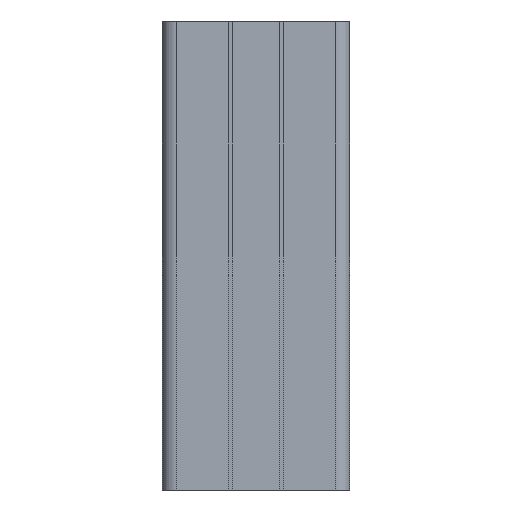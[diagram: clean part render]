
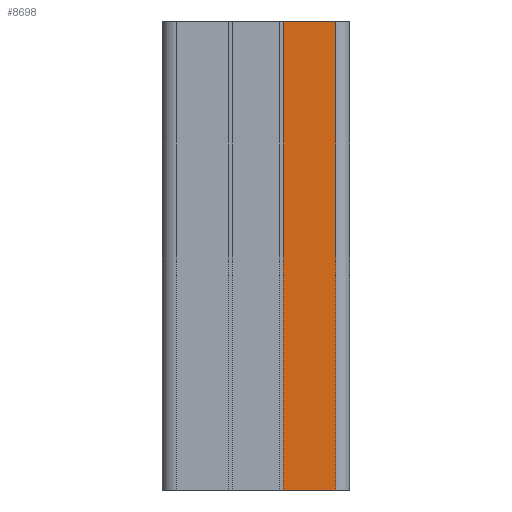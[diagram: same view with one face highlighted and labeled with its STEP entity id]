
A CAD part, front view. The second image highlights one B-rep face of the part: STEP entity #8698.
In plain terms, the highlighted planar face has unit normal (0, -1, 0).
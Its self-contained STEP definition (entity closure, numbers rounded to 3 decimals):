
#455 = DIRECTION ( 'NONE',  ( 1., 0., 0. ) ) ;
#961 = DIRECTION ( 'NONE',  ( 0., 0., 1. ) ) ;
#1030 = EDGE_CURVE ( 'NONE', #8784, #1515, #1900, .T. ) ;
#1286 = LINE ( 'NONE', #1384, #3749 ) ;
#1384 = CARTESIAN_POINT ( 'NONE',  ( 5.805, -60., -100. ) ) ;
#1515 = VERTEX_POINT ( 'NONE', #5312 ) ;
#1519 = DIRECTION ( 'NONE',  ( 0., 0., 1. ) ) ;
#1671 = VECTOR ( 'NONE', #961, 1000. ) ;
#1896 = EDGE_CURVE ( 'NONE', #4264, #8784, #4537, .T. ) ;
#1900 = LINE ( 'NONE', #2667, #4059 ) ;
#2094 = ORIENTED_EDGE ( 'NONE', *, *, #5805, .T. ) ;
#2667 = CARTESIAN_POINT ( 'NONE',  ( 5.805, -60., 0. ) ) ;
#3277 = CARTESIAN_POINT ( 'NONE',  ( 5.805, -60., -100. ) ) ;
#3749 = VECTOR ( 'NONE', #4306, 1000. ) ;
#3849 = CARTESIAN_POINT ( 'NONE',  ( 17., -60., -100. ) ) ;
#4059 = VECTOR ( 'NONE', #455, 1000. ) ;
#4248 = PLANE ( 'NONE',  #8372 ) ;
#4264 = VERTEX_POINT ( 'NONE', #3277 ) ;
#4306 = DIRECTION ( 'NONE',  ( 1., 0., 0. ) ) ;
#4444 = CARTESIAN_POINT ( 'NONE',  ( 5.805, -60., -100. ) ) ;
#4525 = ORIENTED_EDGE ( 'NONE', *, *, #1030, .F. ) ;
#4537 = LINE ( 'NONE', #4444, #6809 ) ;
#4614 = LINE ( 'NONE', #7545, #1671 ) ;
#4875 = FACE_OUTER_BOUND ( 'NONE', #8871, .T. ) ;
#5312 = CARTESIAN_POINT ( 'NONE',  ( 17., -60., 0. ) ) ;
#5594 = DIRECTION ( 'NONE',  ( 0., -1., 0. ) ) ;
#5805 = EDGE_CURVE ( 'NONE', #4264, #6748, #1286, .T. ) ;
#6451 = DIRECTION ( 'NONE',  ( 0., 0., -1. ) ) ;
#6689 = CARTESIAN_POINT ( 'NONE',  ( 5.805, -60., 0. ) ) ;
#6748 = VERTEX_POINT ( 'NONE', #3849 ) ;
#6809 = VECTOR ( 'NONE', #1519, 1000. ) ;
#6873 = EDGE_CURVE ( 'NONE', #6748, #1515, #4614, .T. ) ;
#7298 = ORIENTED_EDGE ( 'NONE', *, *, #6873, .T. ) ;
#7545 = CARTESIAN_POINT ( 'NONE',  ( 17., -60., -100. ) ) ;
#8206 = ORIENTED_EDGE ( 'NONE', *, *, #1896, .F. ) ;
#8372 = AXIS2_PLACEMENT_3D ( 'NONE', #8711, #5594, #6451 ) ;
#8698 = ADVANCED_FACE ( 'NONE', ( #4875 ), #4248, .T. ) ;
#8711 = CARTESIAN_POINT ( 'NONE',  ( 5.805, -60., -100. ) ) ;
#8784 = VERTEX_POINT ( 'NONE', #6689 ) ;
#8871 = EDGE_LOOP ( 'NONE', ( #4525, #8206, #2094, #7298 ) ) ;
